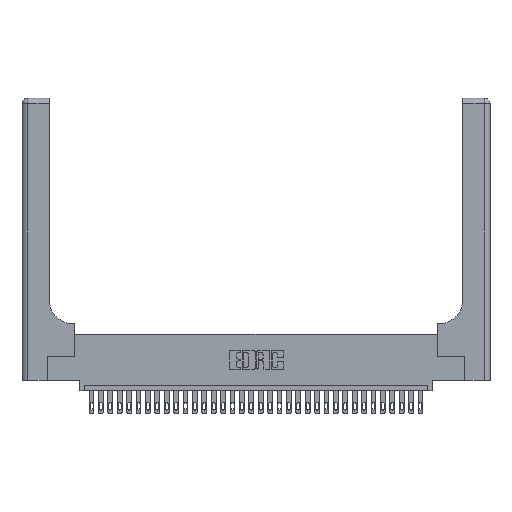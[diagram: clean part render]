
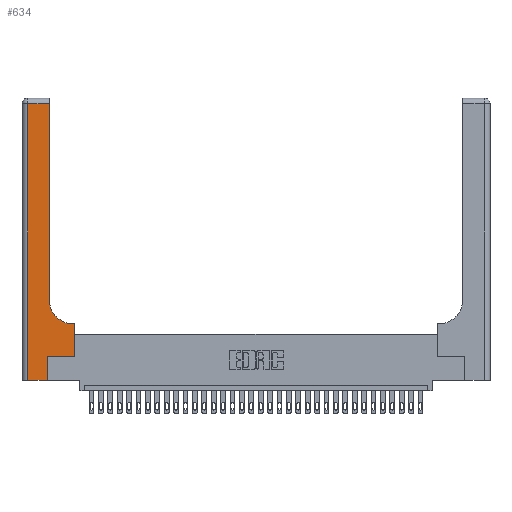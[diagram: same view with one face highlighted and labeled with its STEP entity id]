
A CAD part, top view. The second image highlights one B-rep face of the part: STEP entity #634.
In plain terms, the highlighted planar face has unit normal (0, 0, 1).
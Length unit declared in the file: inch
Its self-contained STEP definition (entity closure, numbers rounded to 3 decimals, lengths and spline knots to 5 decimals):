
#634 = ADVANCED_FACE ( 'NONE', ( #29497 ), #859, .F. ) ;
#859 = PLANE ( 'NONE',  #31030 ) ;
#1116 = ORIENTED_EDGE ( 'NONE', *, *, #12055, .T. ) ;
#1206 = CARTESIAN_POINT ( 'NONE',  ( 0.269, 0.25, 0.37 ) ) ;
#1374 = DIRECTION ( 'NONE',  ( 0., 1., 0. ) ) ;
#1717 = AXIS2_PLACEMENT_3D ( 'NONE', #15192, #4778, #15084 ) ;
#1866 = CARTESIAN_POINT ( 'NONE',  ( 0., 3., 0.37 ) ) ;
#2505 = VERTEX_POINT ( 'NONE', #17254 ) ;
#2724 = LINE ( 'NONE', #16700, #7953 ) ;
#3605 = CARTESIAN_POINT ( 'NONE',  ( 0.2915, 0.6, 0.37 ) ) ;
#3708 = ORIENTED_EDGE ( 'NONE', *, *, #8333, .T. ) ;
#3791 = ORIENTED_EDGE ( 'NONE', *, *, #15696, .T. ) ;
#3881 = VERTEX_POINT ( 'NONE', #24202 ) ;
#3939 = CARTESIAN_POINT ( 'NONE',  ( 0.06, 3., 0.37 ) ) ;
#4032 = VECTOR ( 'NONE', #9350, 39.37008 ) ;
#4778 = DIRECTION ( 'NONE',  ( 0., 0., -1. ) ) ;
#5278 = LINE ( 'NONE', #3605, #7292 ) ;
#5439 = DIRECTION ( 'NONE',  ( 1., 0., 0. ) ) ;
#5658 = DIRECTION ( 'NONE',  ( 0., 0., -1. ) ) ;
#6093 = DIRECTION ( 'NONE',  ( -1., 0., 0. ) ) ;
#6329 = CARTESIAN_POINT ( 'NONE',  ( 0.06, 2.94, 0.37 ) ) ;
#6482 = VECTOR ( 'NONE', #26922, 39.37008 ) ;
#6947 = LINE ( 'NONE', #24223, #21290 ) ;
#7002 = DIRECTION ( 'NONE',  ( 1., 0., 0. ) ) ;
#7292 = VECTOR ( 'NONE', #6093, 39.37008 ) ;
#7323 = LINE ( 'NONE', #3939, #6482 ) ;
#7365 = VERTEX_POINT ( 'NONE', #9857 ) ;
#7953 = VECTOR ( 'NONE', #7002, 39.37008 ) ;
#8155 = ORIENTED_EDGE ( 'NONE', *, *, #24364, .T. ) ;
#8333 = EDGE_CURVE ( 'NONE', #32374, #7365, #7323, .T. ) ;
#8367 = CARTESIAN_POINT ( 'NONE',  ( 0.2915, 3., 0.37 ) ) ;
#8776 = CARTESIAN_POINT ( 'NONE',  ( 0.2915, 0.85, 0.37 ) ) ;
#9123 = ORIENTED_EDGE ( 'NONE', *, *, #19154, .T. ) ;
#9350 = DIRECTION ( 'NONE',  ( -1., 0., 0. ) ) ;
#9662 = LINE ( 'NONE', #14173, #4032 ) ;
#9857 = CARTESIAN_POINT ( 'NONE',  ( 0.06, 0., 0.37 ) ) ;
#9911 = LINE ( 'NONE', #14175, #22274 ) ;
#10972 = CARTESIAN_POINT ( 'NONE',  ( 0.5585, 0.25, 0.37 ) ) ;
#11350 = CARTESIAN_POINT ( 'NONE',  ( 0.269, 0., 0.37 ) ) ;
#12055 = EDGE_CURVE ( 'NONE', #7365, #24344, #2724, .T. ) ;
#14173 = CARTESIAN_POINT ( 'NONE',  ( 0., 2.94, 0.37 ) ) ;
#14175 = CARTESIAN_POINT ( 'NONE',  ( 0.269, 0., 0.37 ) ) ;
#14723 = ORIENTED_EDGE ( 'NONE', *, *, #32501, .T. ) ;
#15084 = DIRECTION ( 'NONE',  ( 1., 0., 0. ) ) ;
#15192 = CARTESIAN_POINT ( 'NONE',  ( 0.5415, 0.85, 0.37 ) ) ;
#15696 = EDGE_CURVE ( 'NONE', #21426, #2505, #6947, .T. ) ;
#16054 = DIRECTION ( 'NONE',  ( -1., 0., 0. ) ) ;
#16580 = VECTOR ( 'NONE', #5439, 39.37008 ) ;
#16700 = CARTESIAN_POINT ( 'NONE',  ( 0., 0., 0.37 ) ) ;
#17254 = CARTESIAN_POINT ( 'NONE',  ( 0.5585, 0.6, 0.37 ) ) ;
#17398 = LINE ( 'NONE', #20725, #16580 ) ;
#18862 = EDGE_CURVE ( 'NONE', #26703, #20980, #32256, .T. ) ;
#18994 = VERTEX_POINT ( 'NONE', #1206 ) ;
#19154 = EDGE_CURVE ( 'NONE', #20980, #3881, #30634, .T. ) ;
#20406 = ORIENTED_EDGE ( 'NONE', *, *, #27462, .T. ) ;
#20725 = CARTESIAN_POINT ( 'NONE',  ( 0.269, 0.25, 0.37 ) ) ;
#20980 = VERTEX_POINT ( 'NONE', #8776 ) ;
#21290 = VECTOR ( 'NONE', #31409, 39.37008 ) ;
#21426 = VERTEX_POINT ( 'NONE', #10972 ) ;
#22274 = VECTOR ( 'NONE', #1374, 39.37008 ) ;
#22834 = ORIENTED_EDGE ( 'NONE', *, *, #25968, .T. ) ;
#24202 = CARTESIAN_POINT ( 'NONE',  ( 0.2915, 2.94, 0.37 ) ) ;
#24223 = CARTESIAN_POINT ( 'NONE',  ( 0.5585, 0.25, 0.37 ) ) ;
#24344 = VERTEX_POINT ( 'NONE', #11350 ) ;
#24364 = EDGE_CURVE ( 'NONE', #24344, #18994, #9911, .T. ) ;
#25968 = EDGE_CURVE ( 'NONE', #18994, #21426, #17398, .T. ) ;
#26146 = CARTESIAN_POINT ( 'NONE',  ( 0.5415, 0.6, 0.37 ) ) ;
#26179 = DIRECTION ( 'NONE',  ( 0., 1., 0. ) ) ;
#26703 = VERTEX_POINT ( 'NONE', #26146 ) ;
#26922 = DIRECTION ( 'NONE',  ( 0., -1., 0. ) ) ;
#27462 = EDGE_CURVE ( 'NONE', #2505, #26703, #5278, .T. ) ;
#27523 = EDGE_LOOP ( 'NONE', ( #9123, #14723, #3708, #1116, #8155, #22834, #3791, #20406, #30475 ) ) ;
#27812 = VECTOR ( 'NONE', #26179, 39.37008 ) ;
#29497 = FACE_OUTER_BOUND ( 'NONE', #27523, .T. ) ;
#30475 = ORIENTED_EDGE ( 'NONE', *, *, #18862, .T. ) ;
#30634 = LINE ( 'NONE', #8367, #27812 ) ;
#31030 = AXIS2_PLACEMENT_3D ( 'NONE', #1866, #5658, #16054 ) ;
#31409 = DIRECTION ( 'NONE',  ( 0., 1., 0. ) ) ;
#32256 = CIRCLE ( 'NONE', #1717, 0.25 ) ;
#32374 = VERTEX_POINT ( 'NONE', #6329 ) ;
#32501 = EDGE_CURVE ( 'NONE', #3881, #32374, #9662, .T. ) ;
